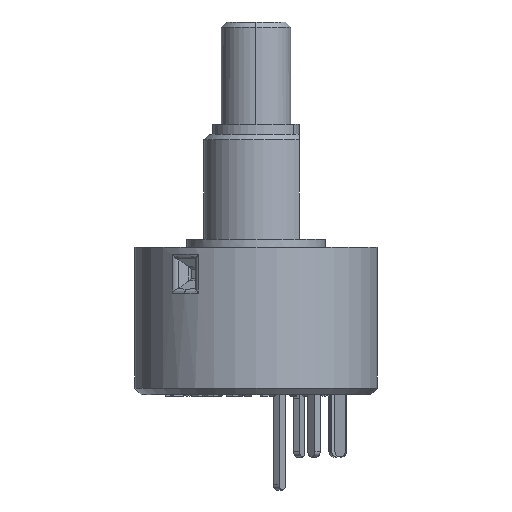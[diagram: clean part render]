
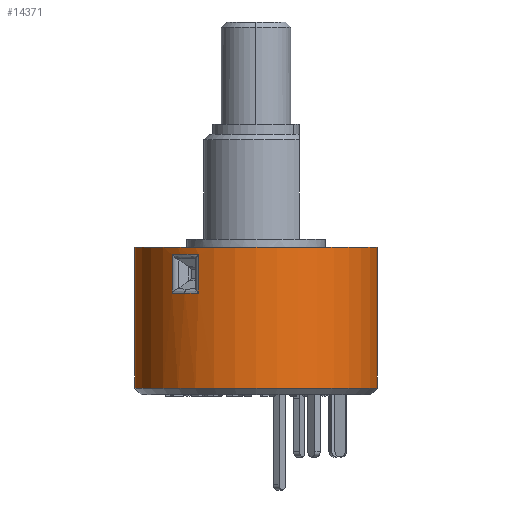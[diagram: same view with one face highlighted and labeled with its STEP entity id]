
A CAD part, left-side view. The second image highlights one B-rep face of the part: STEP entity #14371.
In plain terms, the highlighted cylindrical face has radius 7 mm (diameter 14 mm), a partial arc.
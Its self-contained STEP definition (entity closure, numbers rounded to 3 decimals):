
#11 = LINE ( 'NONE', #7570, #13088 ) ;
#23 = CARTESIAN_POINT ( 'NONE',  ( -5.848, 3.861, -3.129 ) ) ;
#84 = CARTESIAN_POINT ( 'NONE',  ( -5.663, 4.114, -3.129 ) ) ;
#158 = CARTESIAN_POINT ( 'NONE',  ( -5.663, 4.114, -3.129 ) ) ;
#204 = DIRECTION ( 'NONE',  ( 0., 0., 1. ) ) ;
#576 = LINE ( 'NONE', #3876, #14227 ) ;
#663 = ORIENTED_EDGE ( 'NONE', *, *, #4604, .T. ) ;
#701 = CARTESIAN_POINT ( 'NONE',  ( -5.061, 4.836, -0.888 ) ) ;
#798 = VECTOR ( 'NONE', #1370, 1000. ) ;
#958 = VERTEX_POINT ( 'NONE', #12382 ) ;
#1370 = DIRECTION ( 'NONE',  ( 0., 0., -1. ) ) ;
#1383 = ORIENTED_EDGE ( 'NONE', *, *, #12457, .T. ) ;
#1553 = LINE ( 'NONE', #12063, #798 ) ;
#1952 = CARTESIAN_POINT ( 'NONE',  ( -5.495, 4.381, -0.841 ) ) ;
#2394 = CARTESIAN_POINT ( 'NONE',  ( 0., 0., -0.45 ) ) ;
#2550 = DIRECTION ( 'NONE',  ( 0., -1., 0. ) ) ;
#2749 = CARTESIAN_POINT ( 'NONE',  ( -5.479, 4.368, -3.129 ) ) ;
#2927 = ORIENTED_EDGE ( 'NONE', *, *, #12806, .F. ) ;
#3029 = LINE ( 'NONE', #8297, #15015 ) ;
#3223 = CYLINDRICAL_SURFACE ( 'NONE', #6186, 7. ) ;
#3592 = FACE_OUTER_BOUND ( 'NONE', #6461, .T. ) ;
#3876 = CARTESIAN_POINT ( 'NONE',  ( -6.163, 3.319, -0.45 ) ) ;
#3953 = CARTESIAN_POINT ( 'NONE',  ( -5.663, 4.114, -3.129 ) ) ;
#4132 = DIRECTION ( 'NONE',  ( 0., 0., 1. ) ) ;
#4191 = ORIENTED_EDGE ( 'NONE', *, *, #7737, .T. ) ;
#4604 = EDGE_CURVE ( 'NONE', #9339, #10272, #3029, .T. ) ;
#4624 = VERTEX_POINT ( 'NONE', #11833 ) ;
#5282 = EDGE_LOOP ( 'NONE', ( #6370, #6547, #9925, #8961, #4191 ) ) ;
#5670 = CARTESIAN_POINT ( 'NONE',  ( -6.163, 3.319, -0.888 ) ) ;
#5854 = DIRECTION ( 'NONE',  ( 0., 0., -1. ) ) ;
#6186 = AXIS2_PLACEMENT_3D ( 'NONE', #14865, #14960, #12364 ) ;
#6370 = ORIENTED_EDGE ( 'NONE', *, *, #7148, .T. ) ;
#6456 = CARTESIAN_POINT ( 'NONE',  ( -5.278, 4.609, -3.117 ) ) ;
#6461 = EDGE_LOOP ( 'NONE', ( #9194, #2927, #663, #1383 ) ) ;
#6547 = ORIENTED_EDGE ( 'NONE', *, *, #9719, .T. ) ;
#6868 = CIRCLE ( 'NONE', #14756, 7. ) ;
#6970 = CARTESIAN_POINT ( 'NONE',  ( -6.163, 3.319, -0.888 ) ) ;
#7097 = EDGE_CURVE ( 'NONE', #8158, #11262, #1553, .T. ) ;
#7110 =( BOUNDED_CURVE ( )  B_SPLINE_CURVE ( 3, ( #13332, #14343, #23, #84 ),
 .UNSPECIFIED., .F., .T. ) 
 B_SPLINE_CURVE_WITH_KNOTS ( ( 4, 4 ),
 ( 6.149, 6.283 ),
 .UNSPECIFIED. ) 
 CURVE ( )  GEOMETRIC_REPRESENTATION_ITEM ( )  RATIONAL_B_SPLINE_CURVE ( ( 1., 0.998, 0.998, 1. ) ) 
 REPRESENTATION_ITEM ( '' )  );
#7148 = EDGE_CURVE ( 'NONE', #4624, #10722, #7110, .T. ) ;
#7570 = CARTESIAN_POINT ( 'NONE',  ( -5.061, 4.836, -0.45 ) ) ;
#7627 = DIRECTION ( 'NONE',  ( 0., 0., 1. ) ) ;
#7675 = DIRECTION ( 'NONE',  ( 0., -1., 0. ) ) ;
#7737 = EDGE_CURVE ( 'NONE', #14149, #4624, #576, .T. ) ;
#7819 = CARTESIAN_POINT ( 'NONE',  ( -5.061, 4.836, -0.888 ) ) ;
#7825 = EDGE_CURVE ( 'NONE', #958, #7921, #11, .T. ) ;
#7921 = VERTEX_POINT ( 'NONE', #7819 ) ;
#8158 = VERTEX_POINT ( 'NONE', #13409 ) ;
#8297 = CARTESIAN_POINT ( 'NONE',  ( 0., 7., -0.45 ) ) ;
#8458 = CARTESIAN_POINT ( 'NONE',  ( 0., 7., -0.45 ) ) ;
#8538 =( BOUNDED_CURVE ( )  B_SPLINE_CURVE ( 3, ( #3953, #2749, #6456, #13560 ),
 .UNSPECIFIED., .F., .F. ) 
 B_SPLINE_CURVE_WITH_KNOTS ( ( 4, 4 ),
 ( 0., 0.134 ),
 .UNSPECIFIED. ) 
 CURVE ( )  GEOMETRIC_REPRESENTATION_ITEM ( )  RATIONAL_B_SPLINE_CURVE ( ( 1., 0.998, 0.998, 1. ) ) 
 REPRESENTATION_ITEM ( '' )  );
#8540 = EDGE_CURVE ( 'NONE', #7921, #14149, #9405, .T. ) ;
#8646 = FACE_BOUND ( 'NONE', #5282, .T. ) ;
#8961 = ORIENTED_EDGE ( 'NONE', *, *, #8540, .T. ) ;
#9194 = ORIENTED_EDGE ( 'NONE', *, *, #7097, .F. ) ;
#9339 = VERTEX_POINT ( 'NONE', #8458 ) ;
#9405 =( BOUNDED_CURVE ( )  B_SPLINE_CURVE ( 3, ( #701, #1952, #15125, #5670 ),
 .UNSPECIFIED., .F., .F. ) 
 B_SPLINE_CURVE_WITH_KNOTS ( ( 4, 4 ),
 ( 3.007, 3.276 ),
 .UNSPECIFIED. ) 
 CURVE ( )  GEOMETRIC_REPRESENTATION_ITEM ( )  RATIONAL_B_SPLINE_CURVE ( ( 1., 0.994, 0.994, 1. ) ) 
 REPRESENTATION_ITEM ( '' )  );
#9719 = EDGE_CURVE ( 'NONE', #10722, #958, #8538, .T. ) ;
#9774 = CARTESIAN_POINT ( 'NONE',  ( 0., 7., -8.574 ) ) ;
#9925 = ORIENTED_EDGE ( 'NONE', *, *, #7825, .T. ) ;
#10218 = CIRCLE ( 'NONE', #11422, 7. ) ;
#10272 = VERTEX_POINT ( 'NONE', #9774 ) ;
#10722 = VERTEX_POINT ( 'NONE', #158 ) ;
#11262 = VERTEX_POINT ( 'NONE', #13754 ) ;
#11422 = AXIS2_PLACEMENT_3D ( 'NONE', #2394, #204, #2550 ) ;
#11833 = CARTESIAN_POINT ( 'NONE',  ( -6.163, 3.319, -3.094 ) ) ;
#12063 = CARTESIAN_POINT ( 'NONE',  ( 0., -7., -0.45 ) ) ;
#12364 = DIRECTION ( 'NONE',  ( 0., 1., 0. ) ) ;
#12382 = CARTESIAN_POINT ( 'NONE',  ( -5.061, 4.836, -3.094 ) ) ;
#12457 = EDGE_CURVE ( 'NONE', #10272, #11262, #6868, .T. ) ;
#12806 = EDGE_CURVE ( 'NONE', #9339, #8158, #10218, .T. ) ;
#13088 = VECTOR ( 'NONE', #4132, 1000. ) ;
#13315 = DIRECTION ( 'NONE',  ( 0., 0., -1. ) ) ;
#13332 = CARTESIAN_POINT ( 'NONE',  ( -6.163, 3.319, -3.094 ) ) ;
#13409 = CARTESIAN_POINT ( 'NONE',  ( 0., -7., -0.45 ) ) ;
#13560 = CARTESIAN_POINT ( 'NONE',  ( -5.061, 4.836, -3.094 ) ) ;
#13632 = CARTESIAN_POINT ( 'NONE',  ( 0., 0., -8.574 ) ) ;
#13754 = CARTESIAN_POINT ( 'NONE',  ( 0., -7., -8.574 ) ) ;
#14149 = VERTEX_POINT ( 'NONE', #6970 ) ;
#14227 = VECTOR ( 'NONE', #13315, 1000. ) ;
#14343 = CARTESIAN_POINT ( 'NONE',  ( -6.015, 3.595, -3.117 ) ) ;
#14371 = ADVANCED_FACE ( 'NONE', ( #3592, #8646 ), #3223, .T. ) ;
#14756 = AXIS2_PLACEMENT_3D ( 'NONE', #13632, #7627, #7675 ) ;
#14865 = CARTESIAN_POINT ( 'NONE',  ( 0., 0., -0.45 ) ) ;
#14960 = DIRECTION ( 'NONE',  ( 0., 0., -1. ) ) ;
#15015 = VECTOR ( 'NONE', #5854, 1000. ) ;
#15125 = CARTESIAN_POINT ( 'NONE',  ( -5.865, 3.872, -0.841 ) ) ;
